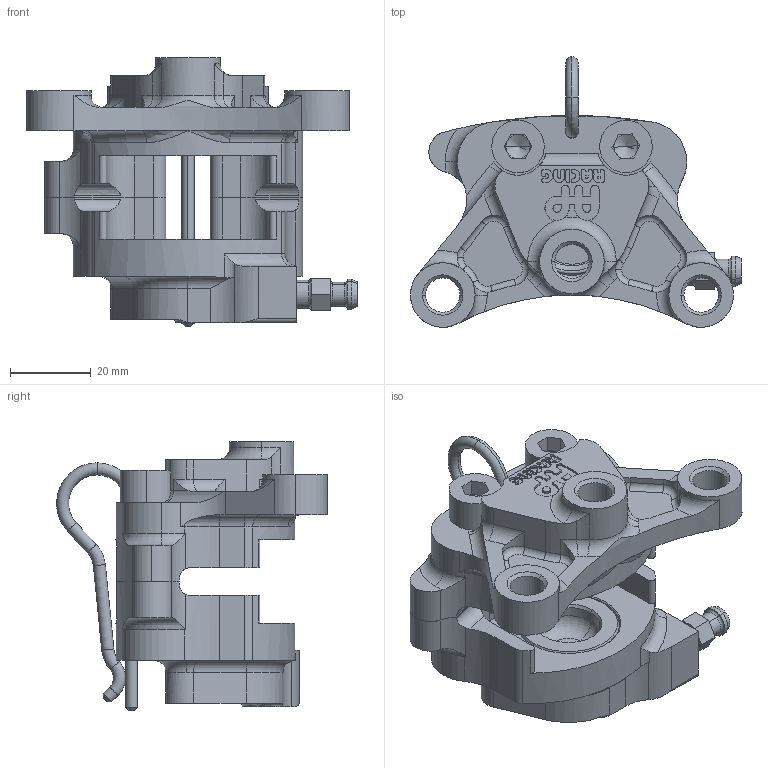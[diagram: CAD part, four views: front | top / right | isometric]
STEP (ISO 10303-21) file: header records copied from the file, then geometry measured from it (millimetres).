
FILE_DESCRIPTION (( 'STEP AP203' ), '1' );
FILE_NAME ('CP4226-2S0.STEP', '2009-02-26T08:45:28', ( 'Joe Bennett' ), ( 'AP Racing' ), 'SwSTEP 2.0', 'SolidWorks 2008', '' );
FILE_SCHEMA (( 'CONFIG_CONTROL_DESIGN' ));
Length unit declared in the file: millimetre
Products named in the file (7): CP4226-2S0; CP4226-101; CP4226-102; cp3049-40a_CP4226-103; cp3838-M08x1.25m_CP4477-110; cp4226-104_CP4226-104; CP4469-101
Assembly tree (8 placements, depth 2):
  CP4226-2S0
    cp3838-M08x1.25m_CP4477-110  x2
    CP4226-102
    cp4226-104_CP4226-104
    CP4226-101
    cp3049-40a_CP4226-103  x2
    CP4469-101
Bounding box: 82 x 67.07 x 66.64 mm (x, y, z)
Volume: 76700.6 mm3; surface area: 37661.7 mm2
Topology: 8 solids, 8 shells, 636 faces, 1578 edges, 968 vertices
Faces by surface type: cylinder 237, plane 184, torus 116, cone 97, bspline 2
Entity records: 19130 total; most frequent: CARTESIAN_POINT 4102, DIRECTION 3233, ORIENTED_EDGE 2888, EDGE_CURVE 1444, AXIS2_PLACEMENT_3D 1316, VERTEX_POINT 901, CIRCLE 727, EDGE_LOOP 631
